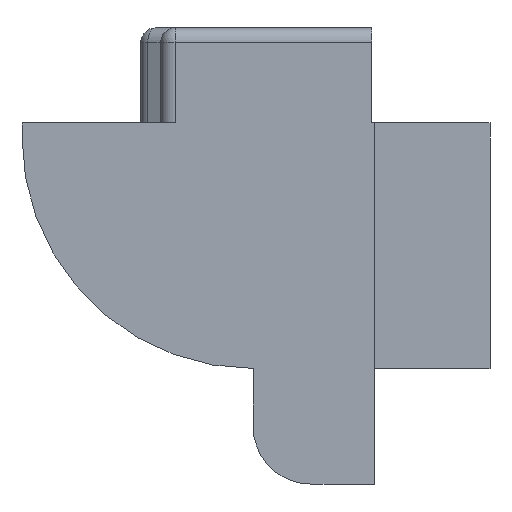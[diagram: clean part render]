
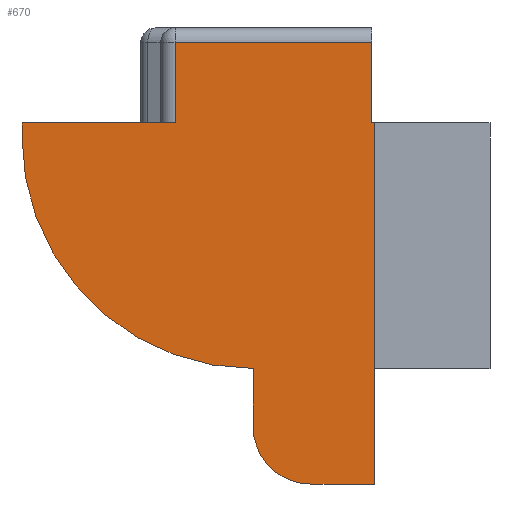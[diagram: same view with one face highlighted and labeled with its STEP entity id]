
A CAD part, left-side view. The second image highlights one B-rep face of the part: STEP entity #670.
In plain terms, the highlighted planar face has unit normal (-1, 0, 0).
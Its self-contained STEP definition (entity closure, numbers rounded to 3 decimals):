
#18=PLANE('',#731);
#50=FACE_OUTER_BOUND('',#89,.T.);
#89=EDGE_LOOP('',(#470,#471,#472,#473,#474,#475,#476,#477,#478,#479,#480));
#125=LINE('',#1002,#193);
#127=LINE('',#1018,#195);
#129=LINE('',#1024,#197);
#130=LINE('',#1026,#198);
#131=LINE('',#1030,#199);
#132=LINE('',#1034,#200);
#133=LINE('',#1036,#201);
#134=LINE('',#1038,#202);
#135=LINE('',#1039,#203);
#193=VECTOR('',#794,10.);
#195=VECTOR('',#814,10.);
#197=VECTOR('',#820,10.);
#198=VECTOR('',#821,10.);
#199=VECTOR('',#824,10.);
#200=VECTOR('',#827,10.);
#201=VECTOR('',#828,10.);
#202=VECTOR('',#829,10.);
#203=VECTOR('',#830,10.);
#269=CIRCLE('',#732,4.);
#270=CIRCLE('',#733,1.);
#292=VERTEX_POINT('',#999);
#293=VERTEX_POINT('',#1001);
#298=VERTEX_POINT('',#1017);
#300=VERTEX_POINT('',#1023);
#301=VERTEX_POINT('',#1025);
#302=VERTEX_POINT('',#1027);
#303=VERTEX_POINT('',#1029);
#304=VERTEX_POINT('',#1031);
#305=VERTEX_POINT('',#1033);
#306=VERTEX_POINT('',#1035);
#307=VERTEX_POINT('',#1037);
#356=EDGE_CURVE('',#292,#293,#125,.T.);
#364=EDGE_CURVE('',#293,#298,#127,.T.);
#367=EDGE_CURVE('',#292,#300,#129,.T.);
#368=EDGE_CURVE('',#300,#301,#130,.T.);
#369=EDGE_CURVE('',#301,#302,#269,.T.);
#370=EDGE_CURVE('',#302,#303,#131,.T.);
#371=EDGE_CURVE('',#304,#303,#270,.T.);
#372=EDGE_CURVE('',#305,#304,#132,.T.);
#373=EDGE_CURVE('',#306,#305,#133,.T.);
#374=EDGE_CURVE('',#306,#307,#134,.T.);
#375=EDGE_CURVE('',#298,#307,#135,.T.);
#470=ORIENTED_EDGE('',*,*,#356,.F.);
#471=ORIENTED_EDGE('',*,*,#367,.T.);
#472=ORIENTED_EDGE('',*,*,#368,.T.);
#473=ORIENTED_EDGE('',*,*,#369,.T.);
#474=ORIENTED_EDGE('',*,*,#370,.T.);
#475=ORIENTED_EDGE('',*,*,#371,.F.);
#476=ORIENTED_EDGE('',*,*,#372,.F.);
#477=ORIENTED_EDGE('',*,*,#373,.F.);
#478=ORIENTED_EDGE('',*,*,#374,.T.);
#479=ORIENTED_EDGE('',*,*,#375,.F.);
#480=ORIENTED_EDGE('',*,*,#364,.F.);
#670=ADVANCED_FACE('',(#50),#18,.T.);
#731=AXIS2_PLACEMENT_3D('',#1022,#818,#819);
#732=AXIS2_PLACEMENT_3D('',#1028,#822,#823);
#733=AXIS2_PLACEMENT_3D('',#1032,#825,#826);
#794=DIRECTION('',(0.,0.,1.));
#814=DIRECTION('',(0.,-1.,0.));
#818=DIRECTION('center_axis',(-1.,0.,0.));
#819=DIRECTION('ref_axis',(0.,0.,1.));
#820=DIRECTION('',(0.,1.,0.));
#821=DIRECTION('',(0.,0.,-1.));
#822=DIRECTION('center_axis',(-1.,0.,0.));
#823=DIRECTION('ref_axis',(0.,0.,-1.));
#824=DIRECTION('',(0.,0.,-1.));
#825=DIRECTION('center_axis',(1.,0.,0.));
#826=DIRECTION('ref_axis',(0.,0.707,-0.707));
#827=DIRECTION('',(0.,1.,0.));
#828=DIRECTION('',(0.,0.,-1.));
#829=DIRECTION('',(0.,1.,0.));
#830=DIRECTION('',(0.,0.,-1.));
#999=CARTESIAN_POINT('',(-6.8,-19.679,-1.67));
#1001=CARTESIAN_POINT('',(-6.8,-19.679,-0.275));
#1002=CARTESIAN_POINT('',(-6.8,-19.679,-1.67));
#1017=CARTESIAN_POINT('',(-6.8,-23.08,-0.275));
#1018=CARTESIAN_POINT('',(-6.8,-19.913,-0.275));
#1022=CARTESIAN_POINT('Origin',(-6.8,-20.08,-3.795));
#1023=CARTESIAN_POINT('',(-6.8,-17.03,-1.67));
#1024=CARTESIAN_POINT('',(-6.8,-21.605,-1.67));
#1025=CARTESIAN_POINT('',(-6.8,-17.03,-1.92));
#1026=CARTESIAN_POINT('',(-6.8,-17.03,-2.733));
#1027=CARTESIAN_POINT('',(-6.8,-21.03,-5.92));
#1028=CARTESIAN_POINT('Origin',(-6.8,-21.03,-1.92));
#1029=CARTESIAN_POINT('',(-6.8,-21.03,-6.92));
#1030=CARTESIAN_POINT('',(-6.8,-21.03,-5.92));
#1031=CARTESIAN_POINT('',(-6.8,-22.03,-7.92));
#1032=CARTESIAN_POINT('Origin',(-6.8,-22.03,-6.92));
#1033=CARTESIAN_POINT('',(-6.8,-23.13,-7.92));
#1034=CARTESIAN_POINT('',(-6.8,-23.13,-7.92));
#1035=CARTESIAN_POINT('',(-6.8,-23.13,-1.67));
#1036=CARTESIAN_POINT('',(-6.8,-23.13,-5.92));
#1037=CARTESIAN_POINT('',(-6.8,-23.08,-1.67));
#1038=CARTESIAN_POINT('',(-6.8,-21.605,-1.67));
#1039=CARTESIAN_POINT('',(-6.8,-23.08,-1.67));
